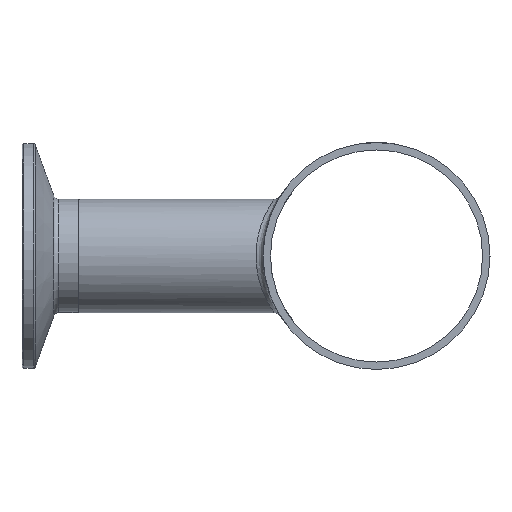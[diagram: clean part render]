
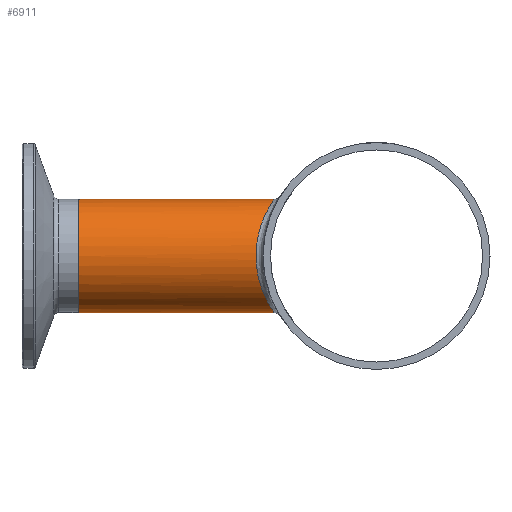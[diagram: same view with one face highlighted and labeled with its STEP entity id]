
A CAD part, left-side view. The second image highlights one B-rep face of the part: STEP entity #6911.
In plain terms, the highlighted cylindrical face has radius 12.7 mm (diameter 25.4 mm), a full revolution.
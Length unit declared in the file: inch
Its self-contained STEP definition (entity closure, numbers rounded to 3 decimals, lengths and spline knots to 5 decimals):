
#161=FACE_BOUND('',#1313,.T.);
#877=FACE_OUTER_BOUND('',#1312,.T.);
#1312=EDGE_LOOP('',(#6415));
#1313=EDGE_LOOP('',(#6416));
#1635=B_SPLINE_CURVE_WITH_KNOTS('',3,(#14954,#14955,#14956,#14957,#14958,
#14959,#14960,#14961,#14962,#14963,#14964,#14965,#14966,#14967,#14968,#14969,
#14970,#14971,#14972,#14973,#14974,#14975),.UNSPECIFIED.,.T.,.F.,(4,3,1,
1,1,1,1,1,1,1,1,1,1,1,1,1,1,4),(-0.00001,0.,0.55792,
1.11583,1.67375,2.23166,2.78958,3.34749,
3.71944,4.09138,4.46332,4.6493,4.83527,
5.57915,6.13707,6.69499,7.2529,7.81081),
 .UNSPECIFIED.);
#2731=CIRCLE('',#7352,0.5);
#3409=VERTEX_POINT('',#14855);
#3410=VERTEX_POINT('',#14952);
#4414=EDGE_CURVE('',#3409,#3409,#2731,.T.);
#4416=EDGE_CURVE('',#3410,#3410,#1635,.T.);
#6415=ORIENTED_EDGE('',*,*,#4414,.T.);
#6416=ORIENTED_EDGE('',*,*,#4416,.F.);
#6469=CYLINDRICAL_SURFACE('',#7354,0.5);
#6911=ADVANCED_FACE('',(#877,#161),#6469,.T.);
#7352=AXIS2_PLACEMENT_3D('',#14856,#8710,#8711);
#7354=AXIS2_PLACEMENT_3D('',#14976,#8714,#8715);
#8710=DIRECTION('center_axis',(0.,-1.,0.));
#8711=DIRECTION('ref_axis',(1.,0.,0.));
#8714=DIRECTION('center_axis',(0.,-1.,0.));
#8715=DIRECTION('ref_axis',(1.,0.,0.));
#14855=CARTESIAN_POINT('',(-0.5,2.625,0.));
#14856=CARTESIAN_POINT('Origin',(0.,2.625,0.));
#14952=CARTESIAN_POINT('',(0.,0.90139,0.5));
#14954=CARTESIAN_POINT('Ctrl Pts',(0.,0.90126,
0.50008));
#14955=CARTESIAN_POINT('Ctrl Pts',(0.,0.90126,
0.50008));
#14956=CARTESIAN_POINT('Ctrl Pts',(0.,0.90126,
0.50008));
#14957=CARTESIAN_POINT('Ctrl Pts',(0.,0.90126,
0.50008));
#14958=CARTESIAN_POINT('Ctrl Pts',(-0.07603,0.90126,
0.50007));
#14959=CARTESIAN_POINT('Ctrl Pts',(-0.22807,0.92833,
0.46376));
#14960=CARTESIAN_POINT('Ctrl Pts',(-0.40173,1.00548,
0.32388));
#14961=CARTESIAN_POINT('Ctrl Pts',(-0.50417,1.06473,
0.11861));
#14962=CARTESIAN_POINT('Ctrl Pts',(-0.50405,1.06486,
-0.11864));
#14963=CARTESIAN_POINT('Ctrl Pts',(-0.40201,1.00534,
-0.32385));
#14964=CARTESIAN_POINT('Ctrl Pts',(-0.24688,0.93713,
-0.44812));
#14965=CARTESIAN_POINT('Ctrl Pts',(-0.0776,0.90012,
-0.50191));
#14966=CARTESIAN_POINT('Ctrl Pts',(0.07762,0.90009,
-0.50187));
#14967=CARTESIAN_POINT('Ctrl Pts',(0.19847,0.92651,-0.46361));
#14968=CARTESIAN_POINT('Ctrl Pts',(0.28376,0.9555,
-0.41383));
#14969=CARTESIAN_POINT('Ctrl Pts',(0.39843,1.00292,-0.32241));
#14970=CARTESIAN_POINT('Ctrl Pts',(0.50395,1.06501,-0.14513));
#14971=CARTESIAN_POINT('Ctrl Pts',(0.50426,1.06472,0.11868));
#14972=CARTESIAN_POINT('Ctrl Pts',(0.40165,1.00548,0.32378));
#14973=CARTESIAN_POINT('Ctrl Pts',(0.22811,0.92833,
0.4638));
#14974=CARTESIAN_POINT('Ctrl Pts',(0.07603,0.90126,
0.50008));
#14975=CARTESIAN_POINT('Ctrl Pts',(0.,0.90126,
0.50008));
#14976=CARTESIAN_POINT('Origin',(0.,2.625,0.));
